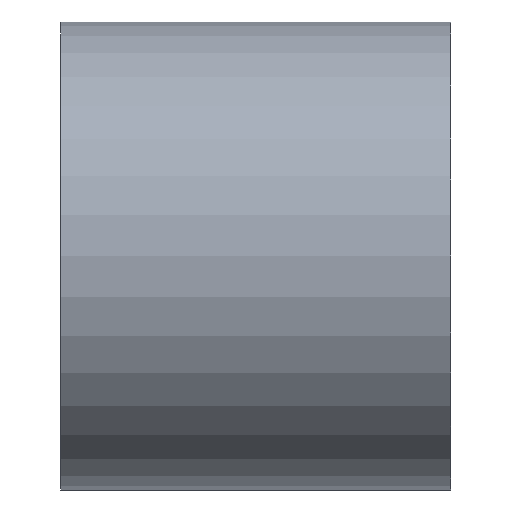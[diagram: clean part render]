
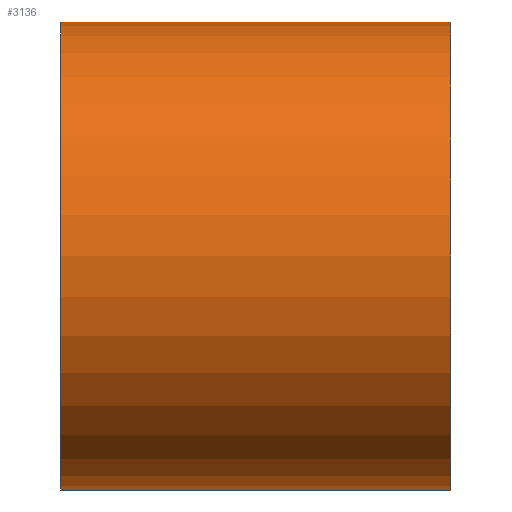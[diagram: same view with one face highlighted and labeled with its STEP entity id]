
A CAD part, left-side view. The second image highlights one B-rep face of the part: STEP entity #3136.
In plain terms, the highlighted cylindrical face has radius 60 mm (diameter 120 mm), a partial arc.
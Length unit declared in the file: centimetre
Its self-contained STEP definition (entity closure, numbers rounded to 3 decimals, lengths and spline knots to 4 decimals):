
#55 = DIRECTION ( 'NONE',  ( 0., -1., 0. ) ) ;
#160 = EDGE_CURVE ( 'NONE', #3561, #1802, #1418, .T. ) ;
#169 = DIRECTION ( 'NONE',  ( 0., -1., 0. ) ) ;
#307 = DIRECTION ( 'NONE',  ( 0., -1., 0. ) ) ;
#367 = AXIS2_PLACEMENT_3D ( 'NONE', #2120, #3509, #1292 ) ;
#440 = CYLINDRICAL_SURFACE ( 'NONE', #2689, 6. ) ;
#637 = ORIENTED_EDGE ( 'NONE', *, *, #3029, .T. ) ;
#828 = VERTEX_POINT ( 'NONE', #2771 ) ;
#1010 = CIRCLE ( 'NONE', #367, 6. ) ;
#1062 = LINE ( 'NONE', #3586, #1070 ) ;
#1070 = VECTOR ( 'NONE', #2182, 100. ) ;
#1112 = CARTESIAN_POINT ( 'NONE',  ( -10., -3.6577, 5.2626 ) ) ;
#1148 = DIRECTION ( 'NONE',  ( 0., 0., 1. ) ) ;
#1192 = EDGE_CURVE ( 'NONE', #1802, #828, #1062, .T. ) ;
#1193 = CARTESIAN_POINT ( 'NONE',  ( -10., 6.3423, -6.7374 ) ) ;
#1202 = VECTOR ( 'NONE', #307, 100. ) ;
#1248 = CIRCLE ( 'NONE', #3042, 6. ) ;
#1274 = DIRECTION ( 'NONE',  ( 0., 0., -1. ) ) ;
#1292 = DIRECTION ( 'NONE',  ( 0., 0., 1. ) ) ;
#1346 = EDGE_CURVE ( 'NONE', #3561, #2691, #1248, .T. ) ;
#1418 = LINE ( 'NONE', #2488, #1202 ) ;
#1425 = CARTESIAN_POINT ( 'NONE',  ( -10., 6.3423, -0.7374 ) ) ;
#1497 = VERTEX_POINT ( 'NONE', #1112 ) ;
#1544 = CARTESIAN_POINT ( 'NONE',  ( -10., 6.3423, -0.7374 ) ) ;
#1561 = ORIENTED_EDGE ( 'NONE', *, *, #1192, .T. ) ;
#1582 = CARTESIAN_POINT ( 'NONE',  ( -10., 6.3423, 5.2626 ) ) ;
#1595 = CARTESIAN_POINT ( 'NONE',  ( -10., -2.6577, -6.7374 ) ) ;
#1802 = VERTEX_POINT ( 'NONE', #1595 ) ;
#2083 = ORIENTED_EDGE ( 'NONE', *, *, #3328, .F. ) ;
#2120 = CARTESIAN_POINT ( 'NONE',  ( -10., -3.6577, -0.7374 ) ) ;
#2182 = DIRECTION ( 'NONE',  ( 0., -1., 0. ) ) ;
#2264 = LINE ( 'NONE', #3368, #2633 ) ;
#2488 = CARTESIAN_POINT ( 'NONE',  ( -10., 6.3423, -6.7374 ) ) ;
#2534 = DIRECTION ( 'NONE',  ( 0., 1., 0. ) ) ;
#2583 = ORIENTED_EDGE ( 'NONE', *, *, #1346, .F. ) ;
#2602 = EDGE_LOOP ( 'NONE', ( #637, #2083, #2583, #3047, #1561 ) ) ;
#2633 = VECTOR ( 'NONE', #55, 100. ) ;
#2689 = AXIS2_PLACEMENT_3D ( 'NONE', #1544, #169, #1274 ) ;
#2691 = VERTEX_POINT ( 'NONE', #1582 ) ;
#2771 = CARTESIAN_POINT ( 'NONE',  ( -10., -3.6577, -6.7374 ) ) ;
#2925 = FACE_OUTER_BOUND ( 'NONE', #2602, .T. ) ;
#3029 = EDGE_CURVE ( 'NONE', #828, #1497, #1010, .T. ) ;
#3042 = AXIS2_PLACEMENT_3D ( 'NONE', #1425, #2534, #1148 ) ;
#3047 = ORIENTED_EDGE ( 'NONE', *, *, #160, .T. ) ;
#3136 = ADVANCED_FACE ( 'NONE', ( #2925 ), #440, .T. ) ;
#3328 = EDGE_CURVE ( 'NONE', #2691, #1497, #2264, .T. ) ;
#3368 = CARTESIAN_POINT ( 'NONE',  ( -10., 6.3423, 5.2626 ) ) ;
#3509 = DIRECTION ( 'NONE',  ( 0., 1., 0. ) ) ;
#3561 = VERTEX_POINT ( 'NONE', #1193 ) ;
#3586 = CARTESIAN_POINT ( 'NONE',  ( -10., 6.3423, -6.7374 ) ) ;
